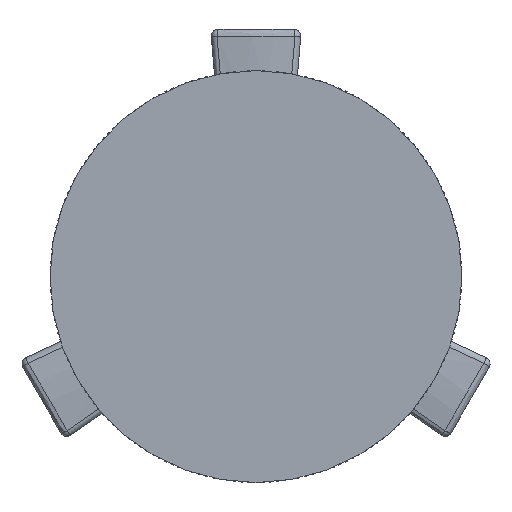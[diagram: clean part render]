
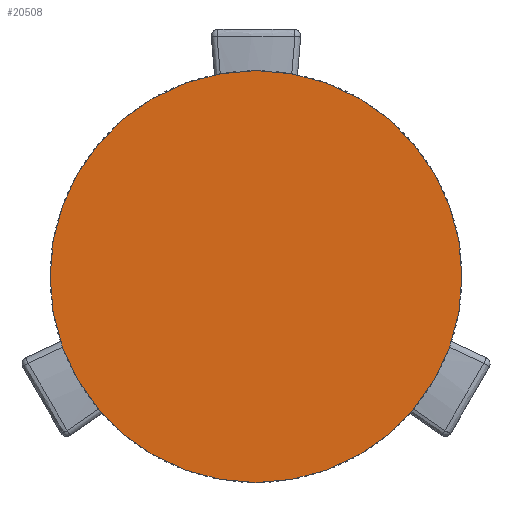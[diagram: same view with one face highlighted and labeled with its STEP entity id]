
A CAD part, front view. The second image highlights one B-rep face of the part: STEP entity #20508.
In plain terms, the highlighted planar face has unit normal (0, -1, 0).
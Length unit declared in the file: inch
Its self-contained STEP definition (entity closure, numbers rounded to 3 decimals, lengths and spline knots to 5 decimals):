
#6906=CARTESIAN_POINT('',(0.,0.,0.));
#6907=DIRECTION('',(0.,-1.,0.));
#6908=DIRECTION('',(1.,0.,0.));
#6909=AXIS2_PLACEMENT_3D('',#6906,#6907,#6908);
#6911=CARTESIAN_POINT('',(0.,0.,0.));
#6912=DIRECTION('',(0.,1.,0.));
#6913=DIRECTION('',(1.,0.,0.));
#6914=AXIS2_PLACEMENT_3D('',#6911,#6912,#6913);
#8798=CARTESIAN_POINT('',(1.25,0.,0.));
#8800=VERTEX_POINT('',#8798);
#8806=CARTESIAN_POINT('',(-1.25,0.,0.));
#8808=VERTEX_POINT('',#8806);
#20499=CARTESIAN_POINT('',(0.,0.,0.));
#20500=DIRECTION('',(0.,1.,0.));
#20501=DIRECTION('',(-1.,0.,0.));
#20502=AXIS2_PLACEMENT_3D('',#20499,#20500,#20501);
#20503=PLANE('',#20502);
#20504=ORIENTED_EDGE('',*,*,#20478,.F.);
#20505=ORIENTED_EDGE('',*,*,#20494,.T.);
#20506=EDGE_LOOP('',(#20504,#20505));
#20507=FACE_OUTER_BOUND('',#20506,.F.);
#20508=ADVANCED_FACE('',(#20507),#20503,.F.);
#6910=CIRCLE('',#6909,1.25);
#6915=CIRCLE('',#6914,1.25);
#20478=EDGE_CURVE('',#8800,#8808,#6910,.T.);
#20494=EDGE_CURVE('',#8800,#8808,#6915,.T.);
